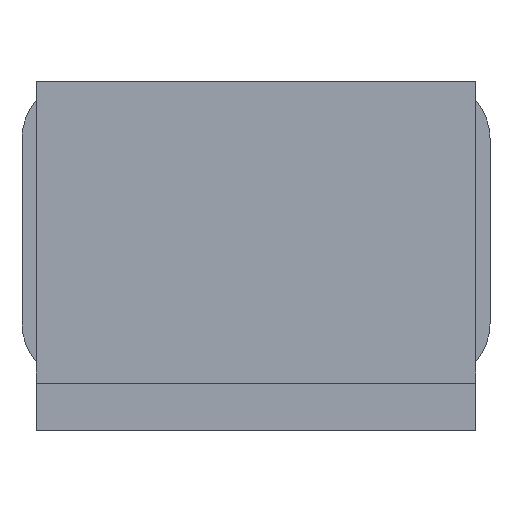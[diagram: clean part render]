
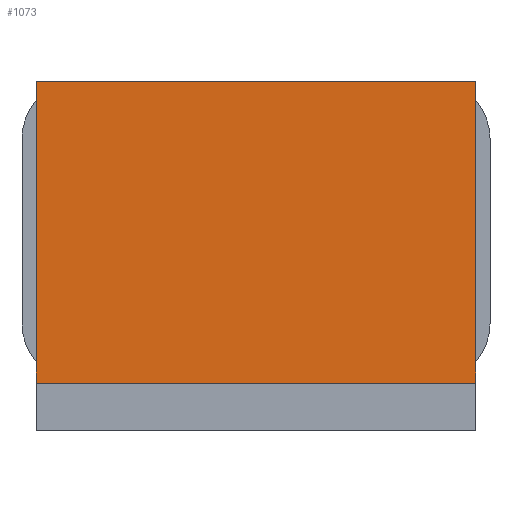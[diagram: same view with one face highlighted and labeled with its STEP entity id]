
A CAD part, left-side view. The second image highlights one B-rep face of the part: STEP entity #1073.
In plain terms, the highlighted planar face has unit normal (-1, 0, 0).
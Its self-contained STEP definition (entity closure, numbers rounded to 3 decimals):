
#1046=AXIS2_PLACEMENT_3D('Plane Axis2P3D',#1043,#1044,#1045) ;
#1014=CARTESIAN_POINT('Vertex',(-1.31,1.15,0.25)) ;
#1017=CARTESIAN_POINT('Line Origine',(-1.31,1.15,1.04)) ;
#1021=CARTESIAN_POINT('Vertex',(-1.31,1.15,1.83)) ;
#1043=CARTESIAN_POINT('Axis2P3D Location',(-1.31,-1.15,0.)) ;
#1048=CARTESIAN_POINT('Line Origine',(-1.31,0.,0.25)) ;
#1052=CARTESIAN_POINT('Vertex',(-1.31,-1.15,0.25)) ;
#1055=CARTESIAN_POINT('Line Origine',(-1.31,-1.15,1.04)) ;
#1059=CARTESIAN_POINT('Vertex',(-1.31,-1.15,1.83)) ;
#1062=CARTESIAN_POINT('Line Origine',(-1.31,0.,1.83)) ;
#1018=DIRECTION('Vector Direction',(0.,0.,1.)) ;
#1044=DIRECTION('Axis2P3D Direction',(1.,0.,0.)) ;
#1045=DIRECTION('Axis2P3D XDirection',(0.,1.,0.)) ;
#1049=DIRECTION('Vector Direction',(0.,1.,0.)) ;
#1056=DIRECTION('Vector Direction',(0.,0.,1.)) ;
#1063=DIRECTION('Vector Direction',(0.,1.,0.)) ;
#1019=VECTOR('Line Direction',#1018,1.) ;
#1050=VECTOR('Line Direction',#1049,1.) ;
#1057=VECTOR('Line Direction',#1056,1.) ;
#1064=VECTOR('Line Direction',#1063,1.) ;
#1068=ORIENTED_EDGE('',*,*,#1023,.F.) ;
#1069=ORIENTED_EDGE('',*,*,#1054,.T.) ;
#1070=ORIENTED_EDGE('',*,*,#1061,.T.) ;
#1071=ORIENTED_EDGE('',*,*,#1066,.F.) ;
#1073=ADVANCED_FACE('\X2\FF8EFF9EFF83FF9EFF68FF70\X0\.2',(#1072),#1047,.F.) ;
#1023=EDGE_CURVE('',#1015,#1022,#1020,.T.) ;
#1054=EDGE_CURVE('',#1015,#1053,#1051,.F.) ;
#1061=EDGE_CURVE('',#1053,#1060,#1058,.T.) ;
#1066=EDGE_CURVE('',#1022,#1060,#1065,.F.) ;
#1067=EDGE_LOOP('',(#1068,#1069,#1070,#1071)) ;
#1072=FACE_OUTER_BOUND('',#1067,.T.) ;
#1020=LINE('Line',#1017,#1019) ;
#1051=LINE('Line',#1048,#1050) ;
#1058=LINE('Line',#1055,#1057) ;
#1065=LINE('Line',#1062,#1064) ;
#1047=PLANE('',#1046) ;
#1015=VERTEX_POINT('',#1014) ;
#1022=VERTEX_POINT('',#1021) ;
#1053=VERTEX_POINT('',#1052) ;
#1060=VERTEX_POINT('',#1059) ;
